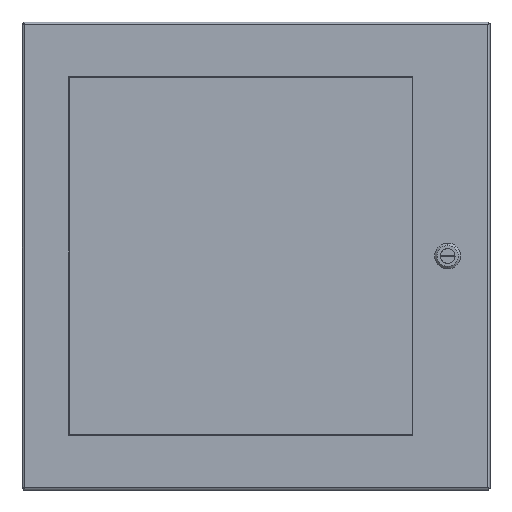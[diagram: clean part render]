
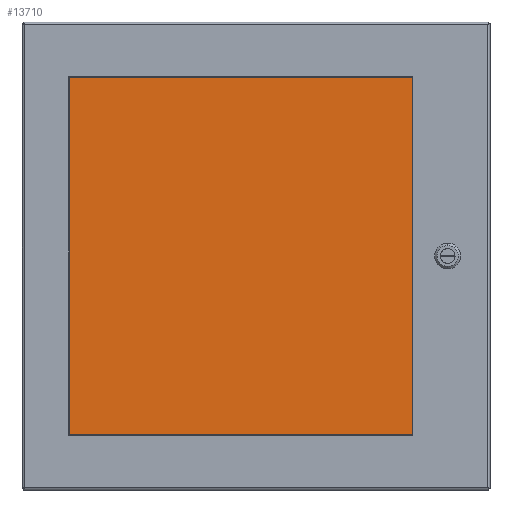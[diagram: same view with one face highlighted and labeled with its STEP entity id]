
A CAD part, front view. The second image highlights one B-rep face of the part: STEP entity #13710.
In plain terms, the highlighted planar face has unit normal (0, -1, 0).
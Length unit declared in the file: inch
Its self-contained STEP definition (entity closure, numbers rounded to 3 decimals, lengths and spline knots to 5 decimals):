
#992 = LINE ( 'NONE', #29985, #6770 ) ;
#1836 = CARTESIAN_POINT ( 'NONE',  ( -7.986, -6.765, -7.6475 ) ) ;
#2701 = DIRECTION ( 'NONE',  ( 1., 0., 0. ) ) ;
#3300 = DIRECTION ( 'NONE',  ( 0., 0., 1. ) ) ;
#3539 = VERTEX_POINT ( 'NONE', #4166 ) ;
#3861 = LINE ( 'NONE', #18547, #28220 ) ;
#4166 = CARTESIAN_POINT ( 'NONE',  ( -7.986, -6.765, 7.6465 ) ) ;
#5175 = ORIENTED_EDGE ( 'NONE', *, *, #30312, .F. ) ;
#5205 = ORIENTED_EDGE ( 'NONE', *, *, #35841, .F. ) ;
#6549 = VECTOR ( 'NONE', #2701, 39.37008 ) ;
#6770 = VECTOR ( 'NONE', #3300, 39.37008 ) ;
#7628 = LINE ( 'NONE', #1836, #21637 ) ;
#8032 = CARTESIAN_POINT ( 'NONE',  ( -7.986, -6.765, -7.6475 ) ) ;
#8544 = VERTEX_POINT ( 'NONE', #8032 ) ;
#8873 = DIRECTION ( 'NONE',  ( 0., -1., 0. ) ) ;
#9996 = VERTEX_POINT ( 'NONE', #23055 ) ;
#11225 = FACE_OUTER_BOUND ( 'NONE', #25081, .T. ) ;
#11652 = ORIENTED_EDGE ( 'NONE', *, *, #28113, .F. ) ;
#11795 = CARTESIAN_POINT ( 'NONE',  ( 6.683, -6.765, 7.6465 ) ) ;
#12311 = EDGE_CURVE ( 'NONE', #8544, #3539, #992, .T. ) ;
#13710 = ADVANCED_FACE ( 'NONE', ( #11225 ), #17191, .T. ) ;
#15933 = DIRECTION ( 'NONE',  ( -1., 0., 0. ) ) ;
#17191 = PLANE ( 'NONE',  #32172 ) ;
#17367 = VERTEX_POINT ( 'NONE', #26878 ) ;
#17570 = LINE ( 'NONE', #11795, #6549 ) ;
#18547 = CARTESIAN_POINT ( 'NONE',  ( 6.683, -6.765, -7.6475 ) ) ;
#18921 = DIRECTION ( 'NONE',  ( 0., 0., -1. ) ) ;
#21637 = VECTOR ( 'NONE', #15933, 39.37008 ) ;
#23055 = CARTESIAN_POINT ( 'NONE',  ( 6.683, -6.765, -7.6475 ) ) ;
#24210 = ORIENTED_EDGE ( 'NONE', *, *, #12311, .F. ) ;
#25081 = EDGE_LOOP ( 'NONE', ( #5205, #11652, #24210, #5175 ) ) ;
#26878 = CARTESIAN_POINT ( 'NONE',  ( 6.683, -6.765, 7.6465 ) ) ;
#28113 = EDGE_CURVE ( 'NONE', #3539, #17367, #17570, .T. ) ;
#28220 = VECTOR ( 'NONE', #18921, 39.37008 ) ;
#29985 = CARTESIAN_POINT ( 'NONE',  ( -7.986, -6.765, 7.6465 ) ) ;
#30312 = EDGE_CURVE ( 'NONE', #9996, #8544, #7628, .T. ) ;
#31702 = DIRECTION ( 'NONE',  ( -1., 0., 0. ) ) ;
#32172 = AXIS2_PLACEMENT_3D ( 'NONE', #34606, #8873, #31702 ) ;
#34606 = CARTESIAN_POINT ( 'NONE',  ( 7.0675, -6.765, 8.031 ) ) ;
#35841 = EDGE_CURVE ( 'NONE', #17367, #9996, #3861, .T. ) ;
